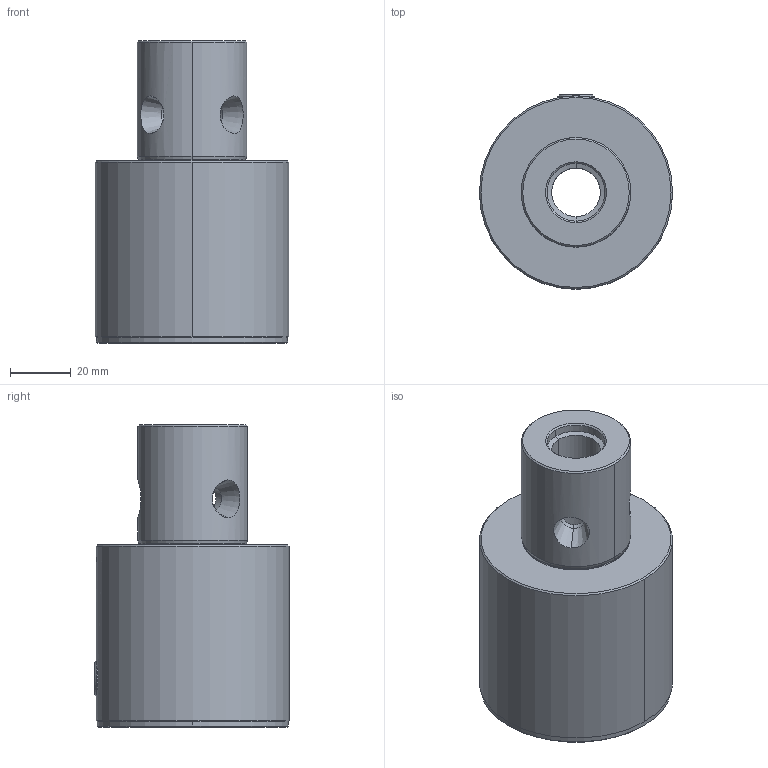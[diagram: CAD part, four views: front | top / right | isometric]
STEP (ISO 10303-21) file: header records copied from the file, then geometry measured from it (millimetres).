
FILE_DESCRIPTION(('no description'),'unknown implementation level');
FILE_NAME('79F4FE2D-9D8D-43F3-B8DE-8246C3770E5E_export.stp',' ',('CIMSOURCE GmbH'),('CADClick - KiM GmbH - www.kimweb.de'),'unknown preprocess','ACIS','unknown authorization');
FILE_SCHEMA(('automotive_design'));
Length unit declared in the file: millimetre
Products named in the file (2): 331.660N Kaiser CKN6 X CKN6 X 60|690.436 Kaiser ETL M12 X 18 CK6_Standard;NONE; 331.660N Kaiser CKN6 X CKN6 X 60|331.660N Kaiser CKN6 X CKN6 X 60_Standard;NONE
Bounding box: 63.5 x 63.98 x 99.5 mm (x, y, z)
Volume: 168341.3 mm3; surface area: 31640.2 mm2
Topology: 2 solids, 2 shells, 109 faces, 256 edges, 146 vertices
Faces by surface type: cone 46, cylinder 32, plane 27, torus 4
Entity records: 6654 total; most frequent: CARTESIAN_POINT 1248, DIRECTION 550, STYLED_ITEM 509, PRESENTATION_STYLE_ASSIGNMENT 509, COLOUR_RGB 509, ORIENTED_EDGE 504, EDGE_CURVE 252, CURVE_STYLE 252
